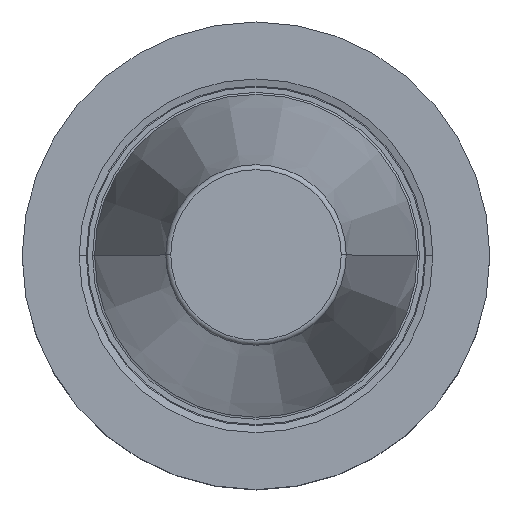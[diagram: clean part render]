
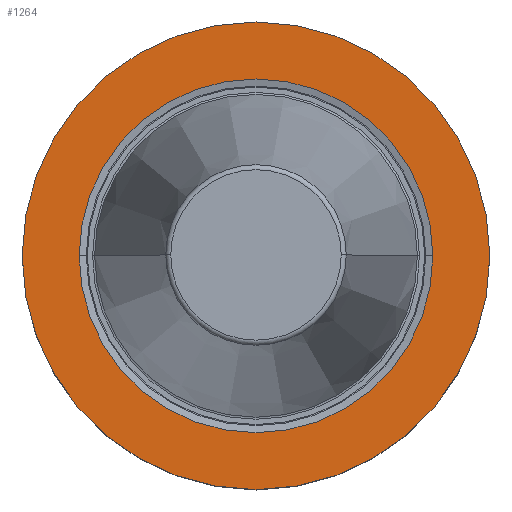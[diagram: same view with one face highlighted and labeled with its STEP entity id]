
A CAD part, top view. The second image highlights one B-rep face of the part: STEP entity #1264.
In plain terms, the highlighted planar face has unit normal (0, 0, 1).
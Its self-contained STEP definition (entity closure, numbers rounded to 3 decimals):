
#299=CARTESIAN_POINT('',(0.,0.,-2.));
#300=DIRECTION('',(0.,0.,-1.));
#301=DIRECTION('',(1.,0.,0.));
#302=AXIS2_PLACEMENT_3D('',#299,#300,#301);
#307=CARTESIAN_POINT('',(0.,0.,-2.));
#308=DIRECTION('',(0.,0.,1.));
#309=DIRECTION('',(1.,0.,0.));
#310=AXIS2_PLACEMENT_3D('',#307,#308,#309);
#315=CARTESIAN_POINT('',(0.,0.,-2.));
#316=DIRECTION('',(0.,0.,1.));
#317=DIRECTION('',(1.,0.,0.));
#318=AXIS2_PLACEMENT_3D('',#315,#316,#317);
#323=CARTESIAN_POINT('',(0.,0.,-2.));
#324=DIRECTION('',(0.,0.,1.));
#325=DIRECTION('',(-1.,0.,0.));
#326=AXIS2_PLACEMENT_3D('',#323,#324,#325);
#905=CARTESIAN_POINT('',(23.,0.,-2.));
#906=CARTESIAN_POINT('',(-23.,0.,-2.));
#907=VERTEX_POINT('',#905);
#908=VERTEX_POINT('',#906);
#967=CARTESIAN_POINT('',(17.396,0.,-2.));
#968=VERTEX_POINT('',#967);
#971=CARTESIAN_POINT('',(-17.396,0.,-2.));
#972=VERTEX_POINT('',#971);
#1249=CARTESIAN_POINT('',(0.,0.,-2.));
#1250=DIRECTION('',(0.,0.,-1.));
#1251=DIRECTION('',(-1.,0.,0.));
#1252=AXIS2_PLACEMENT_3D('',#1249,#1250,#1251);
#1253=PLANE('',#1252);
#1254=ORIENTED_EDGE('',*,*,#1172,.T.);
#1255=ORIENTED_EDGE('',*,*,#1230,.F.);
#1256=EDGE_LOOP('',(#1254,#1255));
#1257=FACE_OUTER_BOUND('',#1256,.F.);
#1259=ORIENTED_EDGE('',*,*,#1258,.T.);
#1261=ORIENTED_EDGE('',*,*,#1260,.T.);
#1262=EDGE_LOOP('',(#1259,#1261));
#1263=FACE_BOUND('',#1262,.F.);
#1264=ADVANCED_FACE('',(#1257,#1263),#1253,.F.);
#303=CIRCLE('',#302,23.);
#311=CIRCLE('',#310,23.);
#319=CIRCLE('',#318,17.396);
#327=CIRCLE('',#326,17.396);
#1172=EDGE_CURVE('',#907,#908,#303,.T.);
#1230=EDGE_CURVE('',#907,#908,#311,.T.);
#1258=EDGE_CURVE('',#968,#972,#319,.T.);
#1260=EDGE_CURVE('',#972,#968,#327,.T.);
